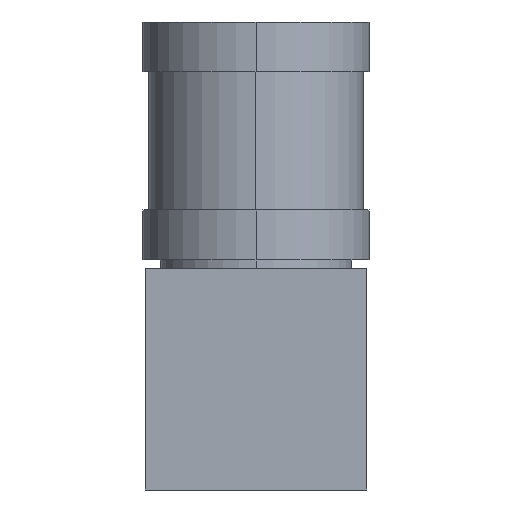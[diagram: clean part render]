
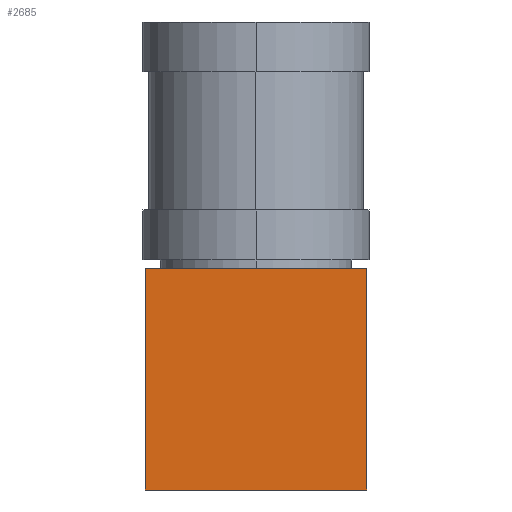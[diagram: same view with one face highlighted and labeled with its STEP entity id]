
A CAD part, left-side view. The second image highlights one B-rep face of the part: STEP entity #2685.
In plain terms, the highlighted planar face has unit normal (-1, 0, 0).
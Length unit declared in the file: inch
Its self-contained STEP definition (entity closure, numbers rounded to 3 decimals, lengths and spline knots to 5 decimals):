
#158 = EDGE_CURVE ( 'NONE', #1624, #946, #2943, .T. ) ;
#200 = VERTEX_POINT ( 'NONE', #1222 ) ;
#250 = DIRECTION ( 'NONE',  ( 0., -1., 0. ) ) ;
#392 = DIRECTION ( 'NONE',  ( 0., 0., -1. ) ) ;
#598 = ORIENTED_EDGE ( 'NONE', *, *, #2910, .T. ) ;
#672 = VERTEX_POINT ( 'NONE', #1446 ) ;
#756 = CARTESIAN_POINT ( 'NONE',  ( -0.125, -0.125, -0.125 ) ) ;
#775 = VECTOR ( 'NONE', #392, 39.37008 ) ;
#946 = VERTEX_POINT ( 'NONE', #1175 ) ;
#1132 = CARTESIAN_POINT ( 'NONE',  ( -0.125, -0.125, 0.125 ) ) ;
#1154 = ORIENTED_EDGE ( 'NONE', *, *, #2811, .F. ) ;
#1175 = CARTESIAN_POINT ( 'NONE',  ( -0.125, -0.125, -0.125 ) ) ;
#1218 = VECTOR ( 'NONE', #2670, 39.37008 ) ;
#1222 = CARTESIAN_POINT ( 'NONE',  ( -0.125, 0.125, 0.125 ) ) ;
#1282 = EDGE_CURVE ( 'NONE', #200, #672, #2225, .T. ) ;
#1343 = FACE_OUTER_BOUND ( 'NONE', #2915, .T. ) ;
#1446 = CARTESIAN_POINT ( 'NONE',  ( -0.125, 0.125, -0.125 ) ) ;
#1449 = CARTESIAN_POINT ( 'NONE',  ( -0.125, 0.125, 0.125 ) ) ;
#1539 = AXIS2_PLACEMENT_3D ( 'NONE', #1874, #2123, #2374 ) ;
#1624 = VERTEX_POINT ( 'NONE', #2120 ) ;
#1795 = VECTOR ( 'NONE', #250, 39.37008 ) ;
#1851 = CARTESIAN_POINT ( 'NONE',  ( -0.125, -0.125, 0.125 ) ) ;
#1874 = CARTESIAN_POINT ( 'NONE',  ( -0.125, -0.125, 0.125 ) ) ;
#1942 = DIRECTION ( 'NONE',  ( 0., 0., -1. ) ) ;
#2088 = LINE ( 'NONE', #1132, #1218 ) ;
#2117 = PLANE ( 'NONE',  #1539 ) ;
#2120 = CARTESIAN_POINT ( 'NONE',  ( -0.125, -0.125, 0.125 ) ) ;
#2123 = DIRECTION ( 'NONE',  ( 1., 0., 0. ) ) ;
#2225 = LINE ( 'NONE', #1449, #3093 ) ;
#2370 = ORIENTED_EDGE ( 'NONE', *, *, #158, .F. ) ;
#2374 = DIRECTION ( 'NONE',  ( 0., 0., -1. ) ) ;
#2510 = LINE ( 'NONE', #756, #1795 ) ;
#2543 = ORIENTED_EDGE ( 'NONE', *, *, #1282, .T. ) ;
#2670 = DIRECTION ( 'NONE',  ( 0., -1., 0. ) ) ;
#2685 = ADVANCED_FACE ( 'NONE', ( #1343 ), #2117, .F. ) ;
#2811 = EDGE_CURVE ( 'NONE', #200, #1624, #2088, .T. ) ;
#2910 = EDGE_CURVE ( 'NONE', #672, #946, #2510, .T. ) ;
#2915 = EDGE_LOOP ( 'NONE', ( #598, #2370, #1154, #2543 ) ) ;
#2943 = LINE ( 'NONE', #1851, #775 ) ;
#3093 = VECTOR ( 'NONE', #1942, 39.37008 ) ;
